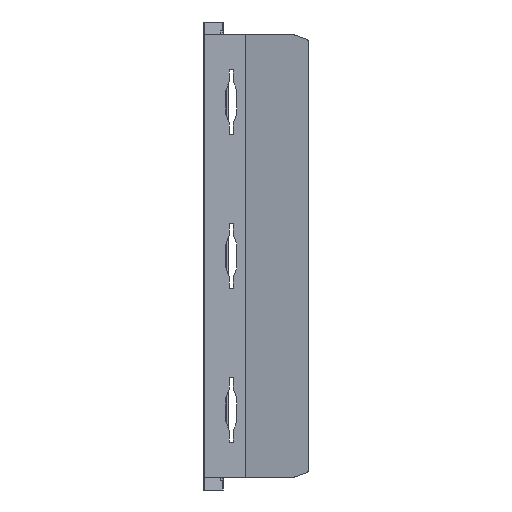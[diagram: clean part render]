
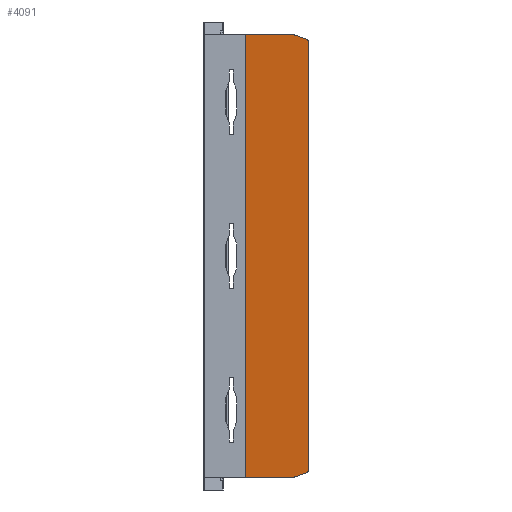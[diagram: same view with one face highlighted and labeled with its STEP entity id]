
A CAD part, front view. The second image highlights one B-rep face of the part: STEP entity #4091.
In plain terms, the highlighted planar face has unit normal (-0.172, -0.985, 0).
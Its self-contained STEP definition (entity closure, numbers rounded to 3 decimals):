
#1126=DIRECTION('',(0.985,-0.171,0.));
#1127=VECTOR('',#1126,14.546);
#1128=CARTESIAN_POINT('',(4.484,1.7,-64.7));
#1129=LINE('',#1128,#1127);
#1134=CARTESIAN_POINT('',(22.352,-1.41,
-62.853));
#1135=DIRECTION('',(0.171,0.985,0.));
#1136=DIRECTION('',(0.985,-0.171,0.));
#1137=AXIS2_PLACEMENT_3D('',#1134,#1135,#1136);
#1139=DIRECTION('',(-0.922,0.161,-0.351));
#1140=VECTOR('',#1139,3.835);
#1141=CARTESIAN_POINT('',(22.525,-1.44,
-63.322));
#1142=LINE('',#1141,#1140);
#1143=CARTESIAN_POINT('',(18.815,-0.794,-64.2));
#1144=DIRECTION('',(0.171,0.985,0.));
#1145=DIRECTION('',(0.346,-0.06,-0.936));
#1146=AXIS2_PLACEMENT_3D('',#1143,#1144,#1145);
#1148=CARTESIAN_POINT('',(18.815,-0.794,64.2));
#1149=DIRECTION('',(0.171,0.985,0.));
#1150=DIRECTION('',(0.,0.,1.));
#1151=AXIS2_PLACEMENT_3D('',#1148,#1149,#1150);
#1153=DIRECTION('',(0.922,-0.161,-0.351));
#1154=VECTOR('',#1153,3.835);
#1155=CARTESIAN_POINT('',(18.988,-0.825,
64.668));
#1156=LINE('',#1155,#1154);
#1157=CARTESIAN_POINT('',(22.352,-1.41,62.853));
#1158=DIRECTION('',(0.171,0.985,0.));
#1159=DIRECTION('',(0.346,-0.06,0.936));
#1160=AXIS2_PLACEMENT_3D('',#1157,#1158,#1159);
#1162=DIRECTION('',(0.,0.,-1.));
#1163=VECTOR('',#1162,125.707);
#1164=CARTESIAN_POINT('',(22.845,-1.496,62.853));
#1165=LINE('',#1164,#1163);
#1226=DIRECTION('',(-0.985,0.171,0.));
#1227=VECTOR('',#1226,14.546);
#1228=CARTESIAN_POINT('',(18.815,-0.794,64.7));
#1229=LINE('',#1228,#1227);
#1255=DIRECTION('',(0.,0.,-1.));
#1256=VECTOR('',#1255,129.4);
#1257=CARTESIAN_POINT('',(4.484,1.7,64.7));
#1258=LINE('',#1257,#1256);
#2204=CARTESIAN_POINT('',(18.815,-0.794,64.7));
#2206=VERTEX_POINT('',#2204);
#2207=CARTESIAN_POINT('',(4.484,1.7,64.7));
#2208=VERTEX_POINT('',#2207);
#2215=CARTESIAN_POINT('',(18.988,-0.825,
64.668));
#2216=VERTEX_POINT('',#2215);
#2231=CARTESIAN_POINT('',(22.525,-1.44,
-63.322));
#2232=VERTEX_POINT('',#2231);
#2233=CARTESIAN_POINT('',(22.845,-1.496,
-62.853));
#2234=VERTEX_POINT('',#2233);
#2235=CARTESIAN_POINT('',(18.988,-0.825,
-64.668));
#2236=VERTEX_POINT('',#2235);
#2237=CARTESIAN_POINT('',(18.815,-0.794,-64.7));
#2238=VERTEX_POINT('',#2237);
#2241=CARTESIAN_POINT('',(4.484,1.7,-64.7));
#2242=VERTEX_POINT('',#2241);
#2387=CARTESIAN_POINT('',(22.525,-1.44,63.322));
#2388=VERTEX_POINT('',#2387);
#2389=CARTESIAN_POINT('',(22.845,-1.496,62.853));
#2390=VERTEX_POINT('',#2389);
#4066=CARTESIAN_POINT('',(4.484,1.7,-68.5));
#4067=DIRECTION('',(-0.171,-0.985,0.));
#4068=DIRECTION('',(0.985,-0.171,0.));
#4069=AXIS2_PLACEMENT_3D('',#4066,#4067,#4068);
#4070=PLANE('',#4069);
#4072=ORIENTED_EDGE('',*,*,#4071,.T.);
#4074=ORIENTED_EDGE('',*,*,#4073,.T.);
#4075=ORIENTED_EDGE('',*,*,#4057,.T.);
#4076=ORIENTED_EDGE('',*,*,#4046,.F.);
#4078=ORIENTED_EDGE('',*,*,#4077,.F.);
#4080=ORIENTED_EDGE('',*,*,#4079,.F.);
#4082=ORIENTED_EDGE('',*,*,#4081,.T.);
#4084=ORIENTED_EDGE('',*,*,#4083,.T.);
#4086=ORIENTED_EDGE('',*,*,#4085,.T.);
#4088=ORIENTED_EDGE('',*,*,#4087,.T.);
#4089=EDGE_LOOP('',(#4072,#4074,#4075,#4076,#4078,#4080,#4082,#4084,#4086,
#4088));
#4090=FACE_OUTER_BOUND('',#4089,.F.);
#1138=CIRCLE('',#1137,0.5);
#1147=CIRCLE('',#1146,0.5);
#1152=CIRCLE('',#1151,0.5);
#1161=CIRCLE('',#1160,0.5);
#4046=EDGE_CURVE('',#2242,#2238,#1129,.T.);
#4057=EDGE_CURVE('',#2236,#2238,#1147,.T.);
#4071=EDGE_CURVE('',#2234,#2232,#1138,.T.);
#4073=EDGE_CURVE('',#2232,#2236,#1142,.T.);
#4077=EDGE_CURVE('',#2208,#2242,#1258,.T.);
#4079=EDGE_CURVE('',#2206,#2208,#1229,.T.);
#4081=EDGE_CURVE('',#2206,#2216,#1152,.T.);
#4083=EDGE_CURVE('',#2216,#2388,#1156,.T.);
#4085=EDGE_CURVE('',#2388,#2390,#1161,.T.);
#4087=EDGE_CURVE('',#2390,#2234,#1165,.T.);
#4091=ADVANCED_FACE('',(#4090),#4070,.T.);
